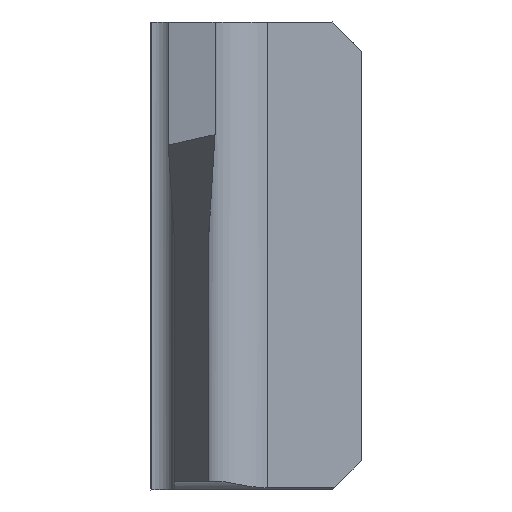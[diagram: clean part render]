
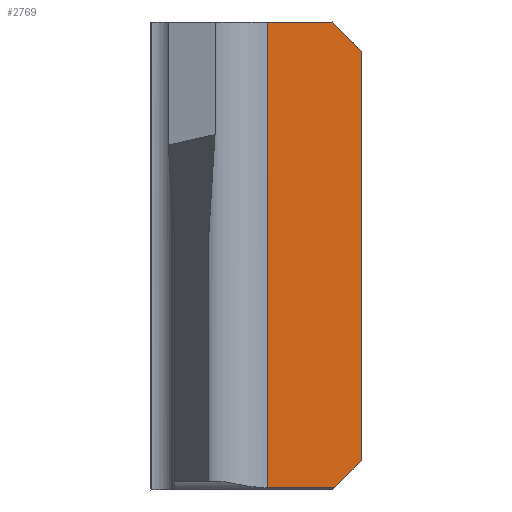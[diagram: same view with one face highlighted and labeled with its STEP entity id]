
A CAD part, front view. The second image highlights one B-rep face of the part: STEP entity #2769.
In plain terms, the highlighted planar face has unit normal (0, -1, 0).
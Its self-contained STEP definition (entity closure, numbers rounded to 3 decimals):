
#90=CARTESIAN_POINT('',(3.6,11.1,-0.5));
#91=DIRECTION('',(0.,0.,-1.));
#92=VECTOR('',#91,7.);
#93=LINE('',#90,#92);
#94=CARTESIAN_POINT('',(3.6,11.1,-0.5));
#95=VERTEX_POINT('',#94);
#96=CARTESIAN_POINT('',(3.6,11.1,-7.5));
#97=VERTEX_POINT('',#96);
#98=EDGE_CURVE('',#95,#97,#93,.T.);
#367=CARTESIAN_POINT('',(3.141,11.1,-7.959));
#368=DIRECTION('',(0.707,0.,0.707));
#369=VECTOR('',#368,0.65);
#370=LINE('',#367,#369);
#371=CARTESIAN_POINT('',(3.141,11.1,-7.959));
#372=VERTEX_POINT('',#371);
#373=EDGE_CURVE('',#372,#97,#370,.T.);
#498=CARTESIAN_POINT('',(1.994,11.1,-7.959));
#499=VERTEX_POINT('',#498);
#510=CARTESIAN_POINT('',(1.994,11.1,-7.959));
#511=DIRECTION('',(1.,0.,0.));
#512=VECTOR('',#511,1.147);
#513=LINE('',#510,#512);
#514=EDGE_CURVE('',#499,#372,#513,.T.);
#563=CARTESIAN_POINT('',(1.994,11.1,-7.959));
#564=DIRECTION('',(0.,0.,1.));
#565=VECTOR('',#564,7.959);
#566=LINE('',#563,#565);
#567=CARTESIAN_POINT('',(1.994,11.1,0.));
#568=VERTEX_POINT('',#567);
#569=EDGE_CURVE('',#499,#568,#566,.T.);
#756=CARTESIAN_POINT('',(3.1,11.1,0.));
#757=VERTEX_POINT('',#756);
#768=CARTESIAN_POINT('',(3.1,11.1,0.));
#769=DIRECTION('',(-1.,0.,0.));
#770=VECTOR('',#769,1.106);
#771=LINE('',#768,#770);
#772=EDGE_CURVE('',#757,#568,#771,.T.);
#2647=CARTESIAN_POINT('',(3.6,11.1,-0.5));
#2648=DIRECTION('',(-0.707,0.,0.707));
#2649=VECTOR('',#2648,0.707);
#2650=LINE('',#2647,#2649);
#2651=EDGE_CURVE('',#95,#757,#2650,.T.);
#2708=CARTESIAN_POINT('',(3.197,11.1,23.217));
#2709=DIRECTION('',(0.,1.,0.));
#2710=DIRECTION('',(0.,0.,1.));
#2711=AXIS2_PLACEMENT_3D('',#2708,#2709,#2710);
#2712=PLANE('',#2711);
#2713=ORIENTED_EDGE('Edge 1241',*,*,#569,.F.);
#2722=ORIENTED_EDGE('Edge 365',*,*,#772,.T.);
#2731=ORIENTED_EDGE('Edge 287',*,*,#2651,.T.);
#2740=ORIENTED_EDGE('Edge 73',*,*,#98,.F.);
#2749=ORIENTED_EDGE('Edge 254',*,*,#373,.T.);
#2758=ORIENTED_EDGE('Edge 1147',*,*,#514,.T.);
#2767=EDGE_LOOP('',(#2758,#2749,#2740,#2731,#2722,#2713));
#2768=FACE_OUTER_BOUND('Loop 1148',#2767,.T.);
#2769=ADVANCED_FACE('Face 1149',(#2768),#2712,.F.);
